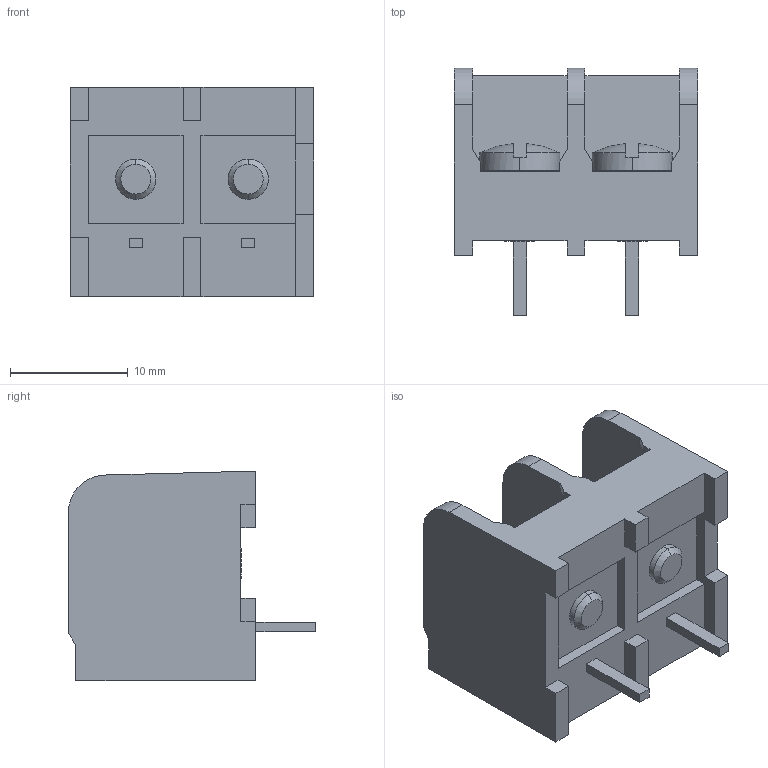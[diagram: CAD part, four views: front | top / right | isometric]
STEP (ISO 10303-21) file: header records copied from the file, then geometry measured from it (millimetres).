
FILE_DESCRIPTION(('STEP AP242'),'1');
FILE_NAME('4-1437652-0.stp','2022-08-06T00:47:48',('TraceParts'),('TraceParts S.A.'),'Spatial InterOp 3D',' ',' ');
FILE_SCHEMA(('AP242_MANAGED_MODEL_BASED_3D_ENGINEERING_MIM_LF {1 0 10303 442 1 1 4}'));
Length unit declared in the file: millimetre
Products named in the file (1): 4-1437652-0
Bounding box: 20.6 x 20.95 x 17.78 mm (x, y, z)
Volume: 3321.4 mm3; surface area: 2719 mm2
Topology: 1 solids, 1 shells, 152 faces, 411 edges, 270 vertices
Faces by surface type: plane 129, cylinder 15, cone 4, sphere 4
Entity records: 4720 total; most frequent: CARTESIAN_POINT 834, ORIENTED_EDGE 822, DIRECTION 763, EDGE_CURVE 411, LINE 365, VECTOR 365, VERTEX_POINT 270, AXIS2_PLACEMENT_3D 199
